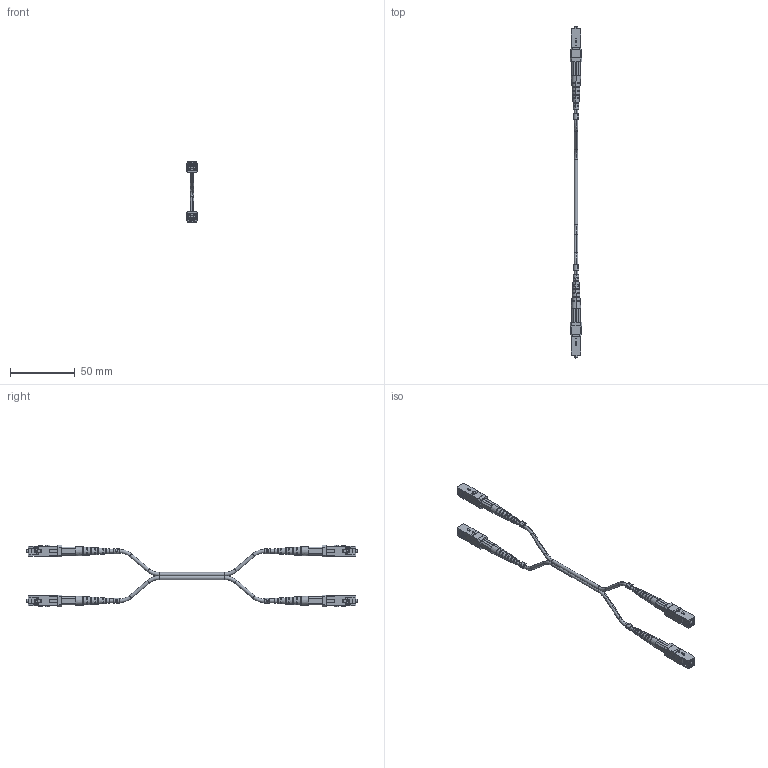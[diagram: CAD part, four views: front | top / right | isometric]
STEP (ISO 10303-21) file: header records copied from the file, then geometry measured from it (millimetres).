
FILE_DESCRIPTION (( 'STEP AP214' ), '1' );
FILE_NAME ('SFODBISC.STEP', '2011-04-06T19:47:42', ( 'x' ), ( 'Microsoft' ), 'SwSTEP 2.0', 'SolidWorks 2010', '' );
FILE_SCHEMA (( 'AUTOMOTIVE_DESIGN' ));
Length unit declared in the file: inch
Products named in the file (9): FOC-101BA; N602-INS-ZC-10C; LBL-C3P-B; LBL-C3P-A; FOC-101BA MA1; FOC-101BA MA2; FOC-101BA MA4; FOC-101BA MA3; SFODBISC
Assembly tree (13 placements, depth 3):
  SFODBISC
    LBL-C3P-B  x2
    FOC-101BA  x4
      FOC-101BA MA2
      FOC-101BA MA3
      FOC-101BA MA4
      FOC-101BA MA1
    N602-INS-ZC-10C
    LBL-C3P-A  x2
Bounding box: 8.89 x 256.3 x 47.19 mm (x, y, z)
Volume: 9103.1 mm3; surface area: 19026.8 mm2
Topology: 21 solids, 21 shells, 1231 faces, 3521 edges, 2302 vertices
Faces by surface type: plane 1020, cylinder 137, cone 32, torus 24, bspline 18
Entity records: 14620 total; most frequent: CARTESIAN_POINT 3296, ORIENTED_EDGE 2026, DIRECTION 1900, EDGE_CURVE 1013, LINE 686, VECTOR 686, VERTEX_POINT 656, AXIS2_PLACEMENT_3D 607
